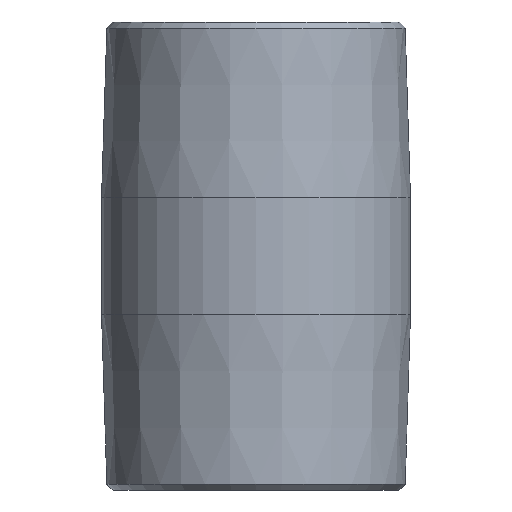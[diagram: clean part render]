
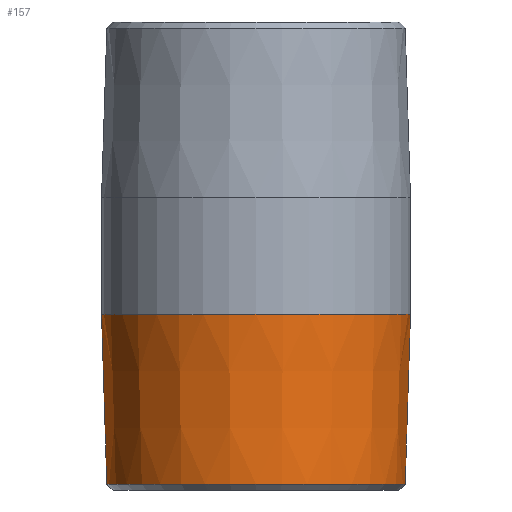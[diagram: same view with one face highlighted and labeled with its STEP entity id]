
A CAD part, front view. The second image highlights one B-rep face of the part: STEP entity #157.
In plain terms, the highlighted conical face has half-angle 1.78 degrees and reference radius 16.764 mm.
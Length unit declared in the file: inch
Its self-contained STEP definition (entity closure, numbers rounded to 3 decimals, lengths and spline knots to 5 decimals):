
#1 = CARTESIAN_POINT ( 'NONE',  ( 0., 0., 0.02499 ) ) ;
#3 = CARTESIAN_POINT ( 'NONE',  ( 0., 0., 0.75 ) ) ;
#9 = DIRECTION ( 'NONE',  ( -1., 0., 0. ) ) ;
#54 = EDGE_CURVE ( 'NONE', #421, #78, #383, .T. ) ;
#60 = VECTOR ( 'NONE', #219, 39.37008 ) ;
#64 = ORIENTED_EDGE ( 'NONE', *, *, #54, .T. ) ;
#74 = CARTESIAN_POINT ( 'NONE',  ( 0.66, 0., 0.75 ) ) ;
#78 = VERTEX_POINT ( 'NONE', #430 ) ;
#92 = DIRECTION ( 'NONE',  ( 1., 0., 0. ) ) ;
#98 = DIRECTION ( 'NONE',  ( -1., 0., 0. ) ) ;
#105 = ORIENTED_EDGE ( 'NONE', *, *, #253, .T. ) ;
#120 = FACE_OUTER_BOUND ( 'NONE', #495, .T. ) ;
#134 = DIRECTION ( 'NONE',  ( 0., 0., -1. ) ) ;
#139 = EDGE_CURVE ( 'NONE', #421, #249, #304, .T. ) ;
#144 = AXIS2_PLACEMENT_3D ( 'NONE', #1, #163, #9 ) ;
#157 = ADVANCED_FACE ( 'NONE', ( #120 ), #437, .T. ) ;
#163 = DIRECTION ( 'NONE',  ( 0., 0., 1. ) ) ;
#175 = VECTOR ( 'NONE', #517, 39.37008 ) ;
#176 = CARTESIAN_POINT ( 'NONE',  ( -0.66, 0., 0.75 ) ) ;
#187 = CIRCLE ( 'NONE', #551, 0.66 ) ;
#188 = AXIS2_PLACEMENT_3D ( 'NONE', #3, #205, #92 ) ;
#205 = DIRECTION ( 'NONE',  ( 0., 0., 1. ) ) ;
#219 = DIRECTION ( 'NONE',  ( 0.031, 0., 1. ) ) ;
#249 = VERTEX_POINT ( 'NONE', #176 ) ;
#253 = EDGE_CURVE ( 'NONE', #290, #249, #187, .T. ) ;
#290 = VERTEX_POINT ( 'NONE', #74 ) ;
#304 = LINE ( 'NONE', #343, #175 ) ;
#306 = LINE ( 'NONE', #392, #60 ) ;
#317 = ORIENTED_EDGE ( 'NONE', *, *, #519, .T. ) ;
#343 = CARTESIAN_POINT ( 'NONE',  ( -0.66, 0., 0.75 ) ) ;
#363 = CARTESIAN_POINT ( 'NONE',  ( 0., 0., 0.75 ) ) ;
#383 = CIRCLE ( 'NONE', #144, 0.63747 ) ;
#392 = CARTESIAN_POINT ( 'NONE',  ( 0.66, 0., 0.75 ) ) ;
#421 = VERTEX_POINT ( 'NONE', #455 ) ;
#430 = CARTESIAN_POINT ( 'NONE',  ( 0.63747, 0., 0.02499 ) ) ;
#437 = CONICAL_SURFACE ( 'NONE', #188, 0.66, 0.031 ) ;
#455 = CARTESIAN_POINT ( 'NONE',  ( -0.63747, 0., 0.02499 ) ) ;
#495 = EDGE_LOOP ( 'NONE', ( #539, #64, #317, #105 ) ) ;
#517 = DIRECTION ( 'NONE',  ( -0.031, 0., 1. ) ) ;
#519 = EDGE_CURVE ( 'NONE', #78, #290, #306, .T. ) ;
#539 = ORIENTED_EDGE ( 'NONE', *, *, #139, .F. ) ;
#551 = AXIS2_PLACEMENT_3D ( 'NONE', #363, #134, #98 ) ;
